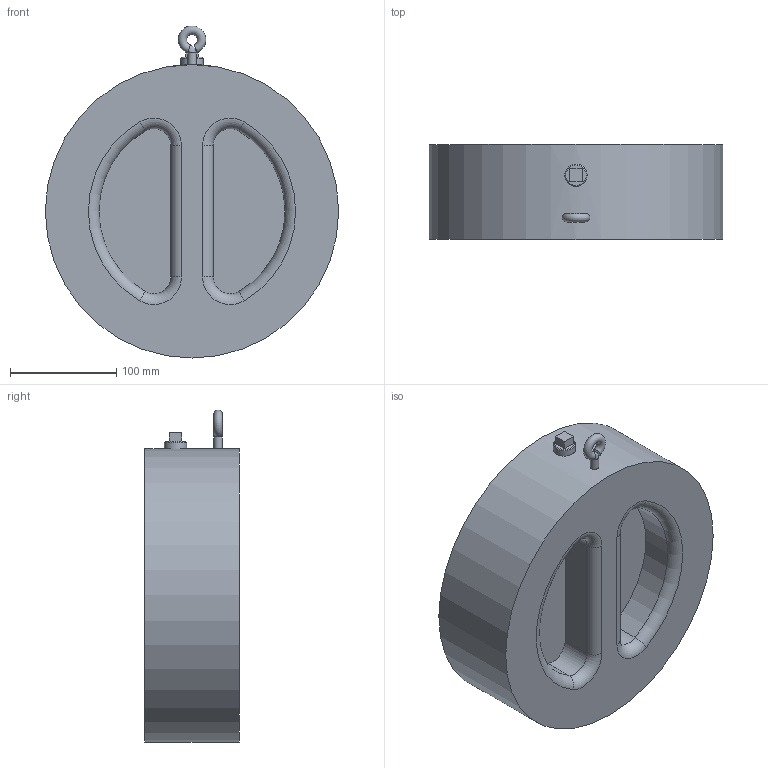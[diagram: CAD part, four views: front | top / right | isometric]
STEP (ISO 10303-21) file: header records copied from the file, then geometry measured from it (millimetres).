
FILE_DESCRIPTION((''),'2;1');
FILE_NAME('98100227.stp','2008-10-13T15:58:15',('hecker'),(''),'Autodesk Inventor 2008','Autodesk Inventor 2008','');
FILE_SCHEMA(('AUTOMOTIVE_DESIGN { 1 0 10303 214 1 1 1 1 }'));
Length unit declared in the file: millimetre
Products named in the file (1): 98100227
Bounding box: 276 x 89 x 312.35 mm (x, y, z)
Volume: 3480438.9 mm3; surface area: 310547.2 mm2
Topology: 1 solids, 3 shells, 185 faces, 488 edges, 317 vertices
Faces by surface type: plane 88, cylinder 66, torus 20, bspline 8, cone 3
Full cylindrical faces by diameter (mm): 2.25 x4, 8 x1, 13.625 x16, 15.841 x2, 16.259 x2, 20.96 x1, 24 x4, 215 x1, 276 x1
Entity records: 15709 total; most frequent: CARTESIAN_POINT 11596, DIRECTION 820, ORIENTED_EDGE 762, EDGE_CURVE 381, AXIS2_PLACEMENT_3D 330, VERTEX_POINT 264, EDGE_LOOP 237, FACE_OUTER_BOUND 171
